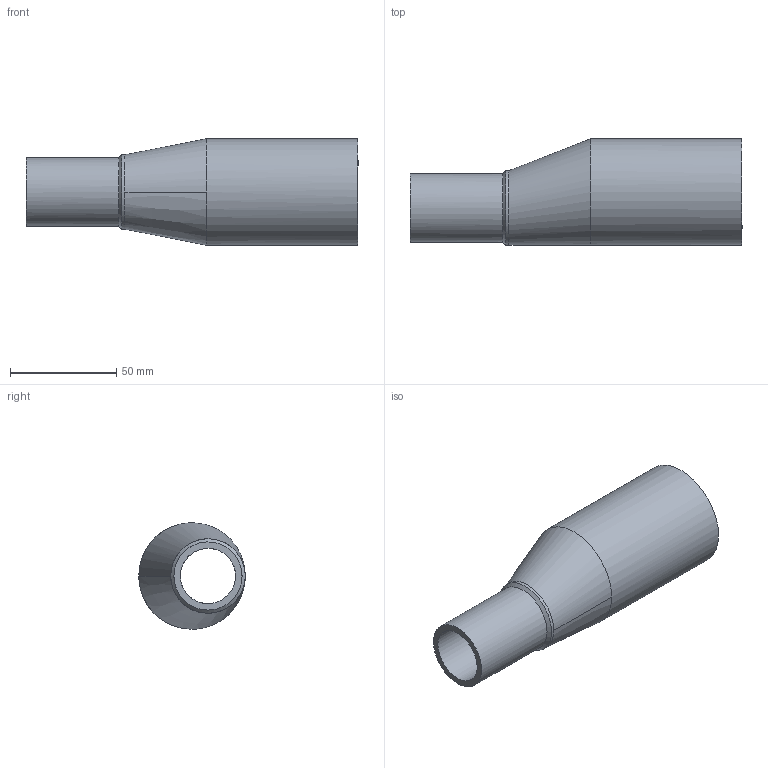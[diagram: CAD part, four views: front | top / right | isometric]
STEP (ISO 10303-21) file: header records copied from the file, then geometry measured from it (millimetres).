
FILE_DESCRIPTION (( 'STEP AP203' ), '1' );
FILE_NAME ('581230211.STEP', '2017-07-31T15:57:17', ( '' ), ( '' ), 'SwSTEP 2.0', 'SolidWorks 2017', '' );
FILE_SCHEMA (( 'CONFIG_CONTROL_DESIGN' ));
Length unit declared in the file: inch
Products named in the file (1): 581230211
Bounding box: 156 x 50 x 50 mm (x, y, z)
Volume: 80551.7 mm3; surface area: 39175.1 mm2
Topology: 1 solids, 1 shells, 12 faces, 41 edges, 31 vertices
Faces by surface type: cylinder 5, bspline 4, plane 2, cone 1
Full cylindrical faces by diameter (mm): 26 x1, 32 x1, 35 x1, 40.8 x1, 50 x1
Entity records: 2251 total; most frequent: CARTESIAN_POINT 1894, ORIENTED_EDGE 68, EDGE_CURVE 34, VERTEX_POINT 30, DIRECTION 28, B_SPLINE_CURVE_WITH_KNOTS 27, EDGE_LOOP 20, FACE_OUTER_BOUND 17
